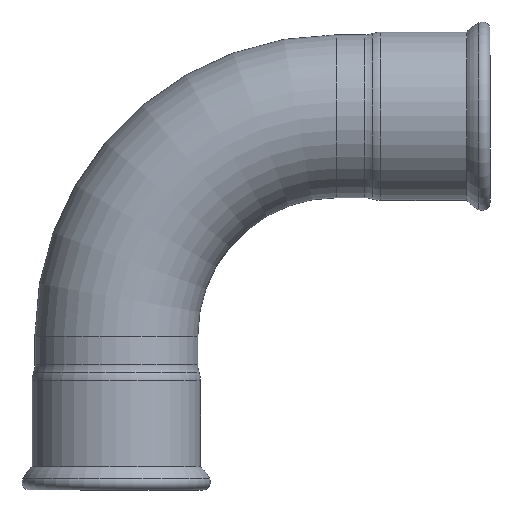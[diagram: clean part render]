
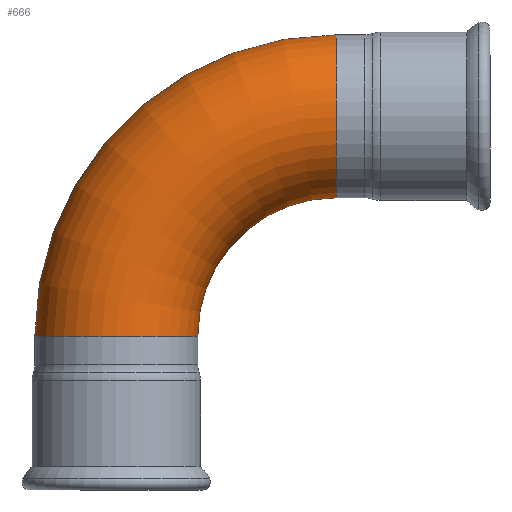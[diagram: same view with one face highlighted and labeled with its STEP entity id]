
A CAD part, front view. The second image highlights one B-rep face of the part: STEP entity #666.
In plain terms, the highlighted toroidal (fillet/blend) face has major radius 227 mm and minor radius 84.15 mm.
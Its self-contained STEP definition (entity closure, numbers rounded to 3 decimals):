
#74=FACE_OUTER_BOUND('',#107,.T.);
#107=EDGE_LOOP('',(#540,#541,#542,#543,#544,#545));
#162=CIRCLE('',#751,84.15);
#163=CIRCLE('',#752,84.15);
#187=CIRCLE('',#785,142.85);
#188=CIRCLE('',#786,84.15);
#189=CIRCLE('',#787,84.15);
#253=VERTEX_POINT('',#1193);
#254=VERTEX_POINT('',#1194);
#274=VERTEX_POINT('',#1252);
#275=VERTEX_POINT('',#1254);
#343=EDGE_CURVE('',#253,#254,#162,.T.);
#345=EDGE_CURVE('',#254,#253,#163,.T.);
#372=EDGE_CURVE('',#254,#274,#187,.T.);
#373=EDGE_CURVE('',#275,#274,#188,.T.);
#374=EDGE_CURVE('',#274,#275,#189,.T.);
#540=ORIENTED_EDGE('',*,*,#343,.T.);
#541=ORIENTED_EDGE('',*,*,#372,.T.);
#542=ORIENTED_EDGE('',*,*,#373,.F.);
#543=ORIENTED_EDGE('',*,*,#374,.F.);
#544=ORIENTED_EDGE('',*,*,#372,.F.);
#545=ORIENTED_EDGE('',*,*,#345,.T.);
#640=TOROIDAL_SURFACE('',#784,227.,84.15);
#666=ADVANCED_FACE('',(#74),#640,.T.);
#751=AXIS2_PLACEMENT_3D('',#1195,#938,#939);
#752=AXIS2_PLACEMENT_3D('',#1197,#941,#942);
#784=AXIS2_PLACEMENT_3D('',#1251,#1008,#1009);
#785=AXIS2_PLACEMENT_3D('',#1253,#1010,#1011);
#786=AXIS2_PLACEMENT_3D('',#1255,#1012,#1013);
#787=AXIS2_PLACEMENT_3D('',#1256,#1014,#1015);
#938=DIRECTION('center_axis',(0.,0.,1.));
#939=DIRECTION('ref_axis',(0.,1.,0.));
#941=DIRECTION('center_axis',(0.,0.,1.));
#942=DIRECTION('ref_axis',(0.,1.,0.));
#1008=DIRECTION('center_axis',(0.,-1.,0.));
#1009=DIRECTION('ref_axis',(0.,0.,-1.));
#1010=DIRECTION('center_axis',(0.,1.,0.));
#1011=DIRECTION('ref_axis',(0.,0.,-1.));
#1012=DIRECTION('center_axis',(1.,0.,0.));
#1013=DIRECTION('ref_axis',(0.,1.,0.));
#1014=DIRECTION('center_axis',(1.,0.,0.));
#1015=DIRECTION('ref_axis',(0.,1.,0.));
#1193=CARTESIAN_POINT('',(-227.,-84.15,0.));
#1194=CARTESIAN_POINT('',(-142.85,0.,0.));
#1195=CARTESIAN_POINT('Origin',(-227.,0.,0.));
#1197=CARTESIAN_POINT('Origin',(-227.,0.,0.));
#1251=CARTESIAN_POINT('Origin',(0.,0.,0.));
#1252=CARTESIAN_POINT('',(0.,0.,142.85));
#1253=CARTESIAN_POINT('Origin',(0.,0.,0.));
#1254=CARTESIAN_POINT('',(0.,-84.15,227.));
#1255=CARTESIAN_POINT('Origin',(0.,0.,227.));
#1256=CARTESIAN_POINT('Origin',(0.,0.,227.));
